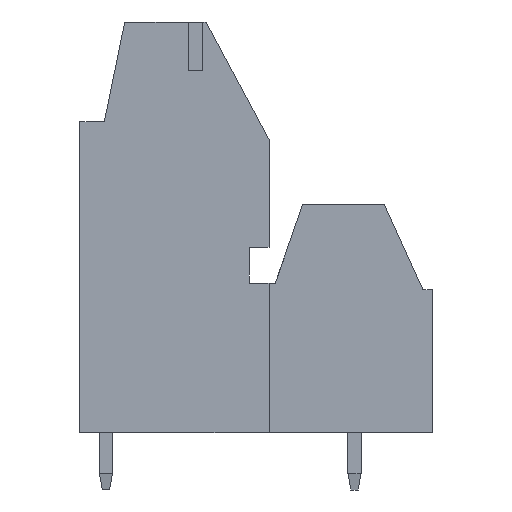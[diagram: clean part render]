
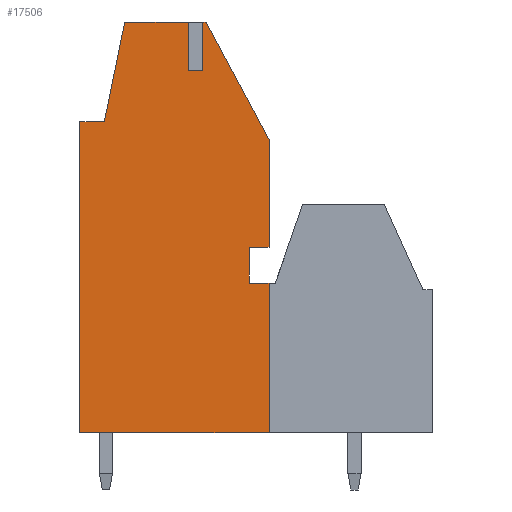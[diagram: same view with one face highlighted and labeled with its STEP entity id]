
A CAD part, left-side view. The second image highlights one B-rep face of the part: STEP entity #17506.
In plain terms, the highlighted planar face has unit normal (-1, 0, 0).
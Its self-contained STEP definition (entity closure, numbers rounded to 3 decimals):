
#153 = ORIENTED_EDGE ( 'NONE', *, *, #8887, .F. ) ;
#697 = EDGE_CURVE ( 'NONE', #23191, #16789, #14443, .T. ) ;
#742 = LINE ( 'NONE', #16098, #20974 ) ;
#757 = CARTESIAN_POINT ( 'NONE',  ( -3.81, 0.42, -13.816 ) ) ;
#1133 = ORIENTED_EDGE ( 'NONE', *, *, #4315, .F. ) ;
#1459 = CARTESIAN_POINT ( 'NONE',  ( -3.81, 0., 0. ) ) ;
#1472 = CARTESIAN_POINT ( 'NONE',  ( -3.81, 3.961, -3. ) ) ;
#1618 = CARTESIAN_POINT ( 'NONE',  ( -3.81, -0.8, -16.017 ) ) ;
#1805 = DIRECTION ( 'NONE',  ( 0., 0., 1. ) ) ;
#1928 = VERTEX_POINT ( 'NONE', #7192 ) ;
#1947 = CARTESIAN_POINT ( 'NONE',  ( -3.81, 3.542, -3. ) ) ;
#1985 = EDGE_CURVE ( 'NONE', #10120, #23191, #15010, .T. ) ;
#2009 = VECTOR ( 'NONE', #23249, 1000. ) ;
#2062 = DIRECTION ( 'NONE',  ( 0., -1., 0. ) ) ;
#2106 = AXIS2_PLACEMENT_3D ( 'NONE', #2422, #12144, #2062 ) ;
#2366 = VERTEX_POINT ( 'NONE', #8987 ) ;
#2422 = CARTESIAN_POINT ( 'NONE',  ( -3.81, 0., -25.2 ) ) ;
#2765 = VECTOR ( 'NONE', #4579, 1000. ) ;
#3353 = CARTESIAN_POINT ( 'NONE',  ( -3.81, 10.8, -6.113 ) ) ;
#3427 = CARTESIAN_POINT ( 'NONE',  ( -3.81, 9.3, -6.113 ) ) ;
#4015 = DIRECTION ( 'NONE',  ( 0., -1., 0. ) ) ;
#4315 = EDGE_CURVE ( 'NONE', #21588, #2366, #24778, .T. ) ;
#4579 = DIRECTION ( 'NONE',  ( 0., -1., 0. ) ) ;
#4814 = CARTESIAN_POINT ( 'NONE',  ( -3.81, -0.8, -7.221 ) ) ;
#5226 = LINE ( 'NONE', #5349, #6577 ) ;
#5349 = CARTESIAN_POINT ( 'NONE',  ( -3.81, -0.8, -25.2 ) ) ;
#5493 = EDGE_CURVE ( 'NONE', #13222, #19093, #21063, .T. ) ;
#6577 = VECTOR ( 'NONE', #1805, 1000. ) ;
#6662 = EDGE_CURVE ( 'NONE', #10333, #13222, #8854, .T. ) ;
#6781 = CARTESIAN_POINT ( 'NONE',  ( -3.81, 3.055, 0. ) ) ;
#6827 = VECTOR ( 'NONE', #17030, 1000. ) ;
#6878 = CARTESIAN_POINT ( 'NONE',  ( -3.81, -0.8, -16.017 ) ) ;
#7192 = CARTESIAN_POINT ( 'NONE',  ( -3.81, 3.542, -3. ) ) ;
#7232 = EDGE_CURVE ( 'NONE', #22271, #15079, #742, .T. ) ;
#7309 = EDGE_CURVE ( 'NONE', #10120, #1928, #20923, .T. ) ;
#7776 = DIRECTION ( 'NONE',  ( 0., 0., 1. ) ) ;
#8150 = VERTEX_POINT ( 'NONE', #6878 ) ;
#8241 = ORIENTED_EDGE ( 'NONE', *, *, #17435, .T. ) ;
#8854 = LINE ( 'NONE', #14359, #16038 ) ;
#8887 = EDGE_CURVE ( 'NONE', #2366, #22271, #12287, .T. ) ;
#8987 = CARTESIAN_POINT ( 'NONE',  ( -3.81, 8.055, 0. ) ) ;
#9373 = DIRECTION ( 'NONE',  ( 0., -1., 0. ) ) ;
#9406 = DIRECTION ( 'NONE',  ( 0., 0., -1. ) ) ;
#9680 = CARTESIAN_POINT ( 'NONE',  ( -3.81, -0.8, -25.2 ) ) ;
#9934 = VECTOR ( 'NONE', #20327, 1000. ) ;
#10120 = VERTEX_POINT ( 'NONE', #11471 ) ;
#10333 = VERTEX_POINT ( 'NONE', #18334 ) ;
#11012 = CARTESIAN_POINT ( 'NONE',  ( -3.81, 9.3, -6.113 ) ) ;
#11146 = DIRECTION ( 'NONE',  ( 0., -1., 0. ) ) ;
#11471 = CARTESIAN_POINT ( 'NONE',  ( -3.81, 3.542, 0. ) ) ;
#12071 = ORIENTED_EDGE ( 'NONE', *, *, #7232, .F. ) ;
#12144 = DIRECTION ( 'NONE',  ( -1., 0., 0. ) ) ;
#12287 = LINE ( 'NONE', #16126, #2765 ) ;
#12513 = VECTOR ( 'NONE', #4015, 1000. ) ;
#12685 = VECTOR ( 'NONE', #23336, 1000. ) ;
#12885 = ORIENTED_EDGE ( 'NONE', *, *, #16969, .F. ) ;
#13101 = ORIENTED_EDGE ( 'NONE', *, *, #7309, .T. ) ;
#13222 = VERTEX_POINT ( 'NONE', #757 ) ;
#13607 = ORIENTED_EDGE ( 'NONE', *, *, #15990, .T. ) ;
#13736 = CARTESIAN_POINT ( 'NONE',  ( -3.81, 10.8, -25.2 ) ) ;
#14359 = CARTESIAN_POINT ( 'NONE',  ( -3.81, -0.8, -13.816 ) ) ;
#14432 = VECTOR ( 'NONE', #23470, 1000. ) ;
#14443 = LINE ( 'NONE', #6781, #9934 ) ;
#14553 = VERTEX_POINT ( 'NONE', #21862 ) ;
#14851 = ORIENTED_EDGE ( 'NONE', *, *, #25119, .T. ) ;
#15010 = LINE ( 'NONE', #1459, #6827 ) ;
#15069 = CARTESIAN_POINT ( 'NONE',  ( -3.81, 3.542, 0. ) ) ;
#15079 = VERTEX_POINT ( 'NONE', #1472 ) ;
#15558 = ORIENTED_EDGE ( 'NONE', *, *, #21503, .F. ) ;
#15703 = ORIENTED_EDGE ( 'NONE', *, *, #1985, .F. ) ;
#15990 = EDGE_CURVE ( 'NONE', #25226, #14553, #19214, .T. ) ;
#16038 = VECTOR ( 'NONE', #16280, 1000. ) ;
#16098 = CARTESIAN_POINT ( 'NONE',  ( -3.81, 3.961, 0. ) ) ;
#16126 = CARTESIAN_POINT ( 'NONE',  ( -3.81, 0., 0. ) ) ;
#16242 = ORIENTED_EDGE ( 'NONE', *, *, #22258, .T. ) ;
#16280 = DIRECTION ( 'NONE',  ( 0., 1., 0. ) ) ;
#16651 = VECTOR ( 'NONE', #9373, 1000. ) ;
#16789 = VERTEX_POINT ( 'NONE', #4814 ) ;
#16813 = ORIENTED_EDGE ( 'NONE', *, *, #5493, .F. ) ;
#16969 = EDGE_CURVE ( 'NONE', #19093, #8150, #19106, .T. ) ;
#17030 = DIRECTION ( 'NONE',  ( 0., -1., 0. ) ) ;
#17150 = LINE ( 'NONE', #11012, #20429 ) ;
#17189 = ORIENTED_EDGE ( 'NONE', *, *, #697, .F. ) ;
#17427 = CARTESIAN_POINT ( 'NONE',  ( -3.81, 0., -25.2 ) ) ;
#17435 = EDGE_CURVE ( 'NONE', #10333, #16789, #5226, .T. ) ;
#17506 = ADVANCED_FACE ( 'NONE', ( #23618 ), #21849, .T. ) ;
#17811 = ORIENTED_EDGE ( 'NONE', *, *, #6662, .F. ) ;
#18334 = CARTESIAN_POINT ( 'NONE',  ( -3.81, -0.8, -13.816 ) ) ;
#18500 = VECTOR ( 'NONE', #9406, 1000. ) ;
#19093 = VERTEX_POINT ( 'NONE', #20350 ) ;
#19106 = LINE ( 'NONE', #1618, #16651 ) ;
#19145 = CARTESIAN_POINT ( 'NONE',  ( -3.81, 10.8, -25.2 ) ) ;
#19214 = LINE ( 'NONE', #17427, #12513 ) ;
#19251 = CARTESIAN_POINT ( 'NONE',  ( -3.81, 0.42, -16.017 ) ) ;
#19783 = VECTOR ( 'NONE', #20944, 1000. ) ;
#20327 = DIRECTION ( 'NONE',  ( 0., -0.471, -0.882 ) ) ;
#20350 = CARTESIAN_POINT ( 'NONE',  ( -3.81, 0.42, -16.017 ) ) ;
#20429 = VECTOR ( 'NONE', #11146, 1000. ) ;
#20502 = VERTEX_POINT ( 'NONE', #3353 ) ;
#20923 = LINE ( 'NONE', #15069, #18500 ) ;
#20944 = DIRECTION ( 'NONE',  ( 0., -0.2, 0.98 ) ) ;
#20974 = VECTOR ( 'NONE', #21974, 1000. ) ;
#21063 = LINE ( 'NONE', #19251, #14432 ) ;
#21311 = CARTESIAN_POINT ( 'NONE',  ( -3.81, 3.961, 0. ) ) ;
#21352 = CARTESIAN_POINT ( 'NONE',  ( -3.81, 3.055, 0. ) ) ;
#21503 = EDGE_CURVE ( 'NONE', #25226, #20502, #22836, .T. ) ;
#21588 = VERTEX_POINT ( 'NONE', #3427 ) ;
#21801 = EDGE_LOOP ( 'NONE', ( #14851, #12071, #153, #1133, #22887, #15558, #13607, #16242, #12885, #16813, #17811, #8241, #17189, #15703, #13101 ) ) ;
#21849 = PLANE ( 'NONE',  #2106 ) ;
#21862 = CARTESIAN_POINT ( 'NONE',  ( -3.81, -0.8, -25.2 ) ) ;
#21955 = EDGE_CURVE ( 'NONE', #20502, #21588, #17150, .T. ) ;
#21974 = DIRECTION ( 'NONE',  ( 0., 0., -1. ) ) ;
#22258 = EDGE_CURVE ( 'NONE', #14553, #8150, #23110, .T. ) ;
#22271 = VERTEX_POINT ( 'NONE', #21311 ) ;
#22836 = LINE ( 'NONE', #19145, #25286 ) ;
#22887 = ORIENTED_EDGE ( 'NONE', *, *, #21955, .F. ) ;
#23110 = LINE ( 'NONE', #9680, #12685 ) ;
#23191 = VERTEX_POINT ( 'NONE', #21352 ) ;
#23249 = DIRECTION ( 'NONE',  ( 0., 1., 0. ) ) ;
#23336 = DIRECTION ( 'NONE',  ( 0., 0., 1. ) ) ;
#23470 = DIRECTION ( 'NONE',  ( 0., 0., -1. ) ) ;
#23618 = FACE_OUTER_BOUND ( 'NONE', #21801, .T. ) ;
#24511 = CARTESIAN_POINT ( 'NONE',  ( -3.81, 8.055, 0. ) ) ;
#24778 = LINE ( 'NONE', #24511, #19783 ) ;
#25119 = EDGE_CURVE ( 'NONE', #1928, #15079, #25173, .T. ) ;
#25173 = LINE ( 'NONE', #1947, #2009 ) ;
#25226 = VERTEX_POINT ( 'NONE', #13736 ) ;
#25286 = VECTOR ( 'NONE', #7776, 1000. ) ;
